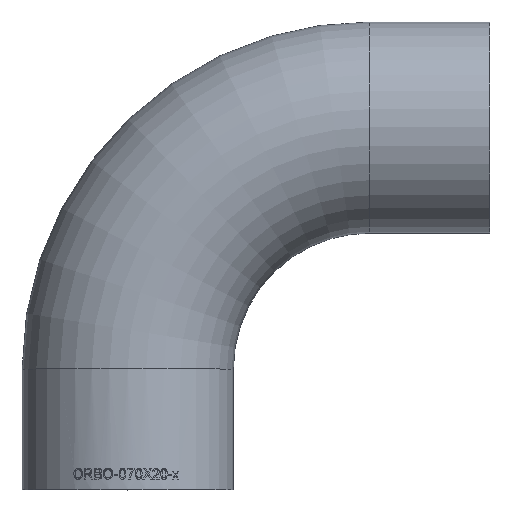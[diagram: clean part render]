
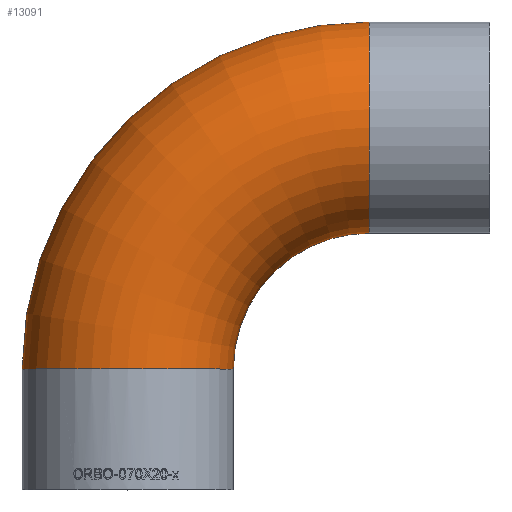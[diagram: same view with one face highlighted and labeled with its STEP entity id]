
A CAD part, top view. The second image highlights one B-rep face of the part: STEP entity #13091.
In plain terms, the highlighted toroidal (fillet/blend) face has major radius 80 mm and minor radius 35 mm.
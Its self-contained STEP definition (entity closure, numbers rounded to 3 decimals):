
#1987 = DIRECTION ( 'NONE',  ( -1., 0., 0. ) ) ;
#2960 = DIRECTION ( 'NONE',  ( 1., 0., 0. ) ) ;
#3294 = AXIS2_PLACEMENT_3D ( 'NONE', #7596, #12931, #1987 ) ;
#4382 = CARTESIAN_POINT ( 'NONE',  ( -80., 40., 0. ) ) ;
#4952 = AXIS2_PLACEMENT_3D ( 'NONE', #12201, #2960, #10386 ) ;
#7596 = CARTESIAN_POINT ( 'NONE',  ( 0., 40., 0. ) ) ;
#8207 = EDGE_CURVE ( 'NONE', #11907, #11907, #13495, .T. ) ;
#9042 = FACE_OUTER_BOUND ( 'NONE', #21023, .T. ) ;
#10185 = CARTESIAN_POINT ( 'NONE',  ( -80., 40., 35. ) ) ;
#10386 = DIRECTION ( 'NONE',  ( 0., 0., 1. ) ) ;
#11001 = ORIENTED_EDGE ( 'NONE', *, *, #8207, .T. ) ;
#11176 = EDGE_CURVE ( 'NONE', #21171, #21171, #15696, .T. ) ;
#11670 = EDGE_LOOP ( 'NONE', ( #12431 ) ) ;
#11907 = VERTEX_POINT ( 'NONE', #10185 ) ;
#12201 = CARTESIAN_POINT ( 'NONE',  ( 0., 120., 0. ) ) ;
#12431 = ORIENTED_EDGE ( 'NONE', *, *, #11176, .F. ) ;
#12931 = DIRECTION ( 'NONE',  ( 0., 0., -1. ) ) ;
#13091 = ADVANCED_FACE ( 'NONE', ( #14499, #9042 ), #17355, .T. ) ;
#13495 = CIRCLE ( 'NONE', #22473, 35. ) ;
#14060 = CARTESIAN_POINT ( 'NONE',  ( 0., 120., 35. ) ) ;
#14499 = FACE_OUTER_BOUND ( 'NONE', #11670, .T. ) ;
#15696 = CIRCLE ( 'NONE', #4952, 35. ) ;
#17355 = TOROIDAL_SURFACE ( 'NONE', #3294, 80., 35. ) ;
#18999 = DIRECTION ( 'NONE',  ( 0., 0., 1. ) ) ;
#21023 = EDGE_LOOP ( 'NONE', ( #11001 ) ) ;
#21074 = DIRECTION ( 'NONE',  ( 0., 1., 0. ) ) ;
#21171 = VERTEX_POINT ( 'NONE', #14060 ) ;
#22473 = AXIS2_PLACEMENT_3D ( 'NONE', #4382, #21074, #18999 ) ;
